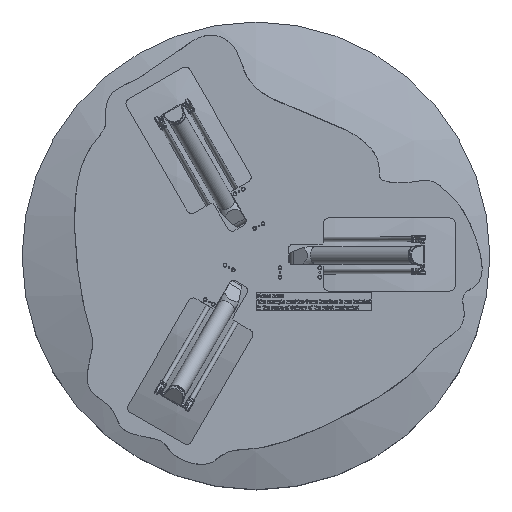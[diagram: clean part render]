
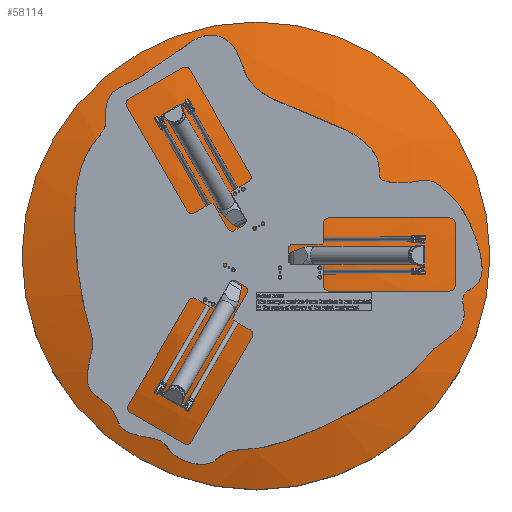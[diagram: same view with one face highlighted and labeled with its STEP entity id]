
A CAD part, top view. The second image highlights one B-rep face of the part: STEP entity #58114.
In plain terms, the highlighted spherical face has radius 2279.4 mm.
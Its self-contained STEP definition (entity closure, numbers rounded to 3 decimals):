
#2985=SPHERICAL_SURFACE('',#61895,2279.397);
#8243=FACE_OUTER_BOUND('',#11762,.T.);
#11762=EDGE_LOOP('',(#52295));
#23158=CIRCLE('',#61896,800.);
#28371=VERTEX_POINT('',#113869);
#36346=EDGE_CURVE('',#28371,#28371,#23158,.T.);
#52295=ORIENTED_EDGE('',*,*,#36346,.T.);
#58114=ADVANCED_FACE('',(#8243),#2985,.T.);
#61895=AXIS2_PLACEMENT_3D('',#113868,#74056,#74057);
#61896=AXIS2_PLACEMENT_3D('',#113870,#74058,#74059);
#74056=DIRECTION('center_axis',(0.,0.,1.));
#74057=DIRECTION('ref_axis',(1.,0.,0.));
#74058=DIRECTION('center_axis',(0.,1.,0.));
#74059=DIRECTION('ref_axis',(-1.,0.,0.));
#113868=CARTESIAN_POINT('Origin',(0.,-1534.397,0.));
#113869=CARTESIAN_POINT('',(800.,600.,0.));
#113870=CARTESIAN_POINT('Origin',(0.,600.,0.));
